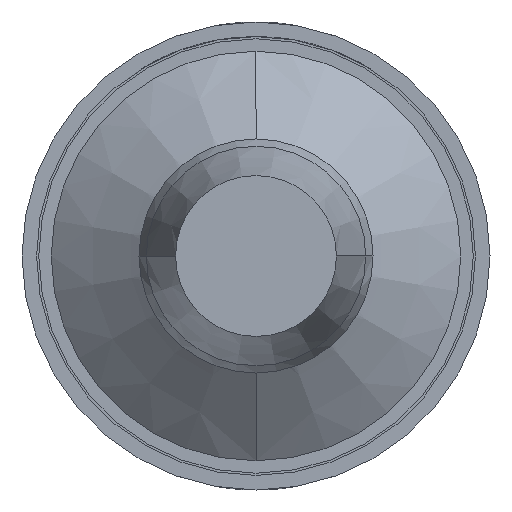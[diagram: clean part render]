
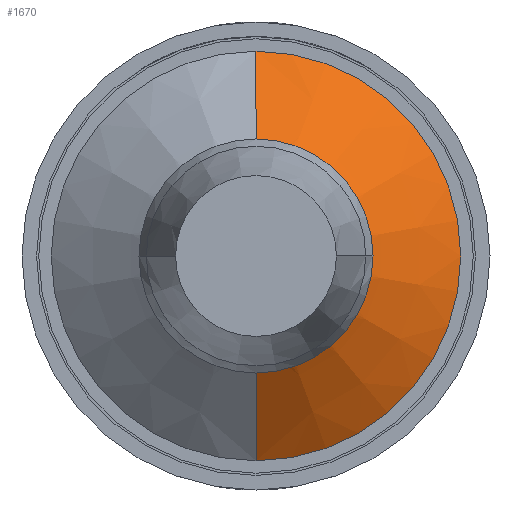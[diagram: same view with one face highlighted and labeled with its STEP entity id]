
A CAD part, front view. The second image highlights one B-rep face of the part: STEP entity #1670.
In plain terms, the highlighted conical face has half-angle 53.13 degrees and reference radius 0.6 mm.
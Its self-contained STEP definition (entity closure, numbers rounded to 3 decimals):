
#195 = CARTESIAN_POINT ( 'NONE',  ( 0., -10.6, 1.4 ) ) ;
#458 = AXIS2_PLACEMENT_3D ( 'NONE', #4235, #2727, #3757 ) ;
#529 = VECTOR ( 'NONE', #1124, 1000. ) ;
#617 = DIRECTION ( 'NONE',  ( 0., 0.6, 0.8 ) ) ;
#635 = VERTEX_POINT ( 'NONE', #1616 ) ;
#779 = ORIENTED_EDGE ( 'NONE', *, *, #2558, .T. ) ;
#921 = DIRECTION ( 'NONE',  ( 0., 1., 0. ) ) ;
#975 = VERTEX_POINT ( 'NONE', #6173 ) ;
#1124 = DIRECTION ( 'NONE',  ( 0., 0.6, -0.8 ) ) ;
#1195 = CARTESIAN_POINT ( 'NONE',  ( 0., -11.2, 0. ) ) ;
#1415 = VERTEX_POINT ( 'NONE', #195 ) ;
#1616 = CARTESIAN_POINT ( 'NONE',  ( 0., -11.2, 0.6 ) ) ;
#1645 = ORIENTED_EDGE ( 'NONE', *, *, #2716, .T. ) ;
#1670 = ADVANCED_FACE ( 'Defeature ausgef�hrt1_28', ( #5731 ), #5425, .T. ) ;
#1853 = VERTEX_POINT ( 'NONE', #4523 ) ;
#2063 = EDGE_CURVE ( 'NONE', #635, #1415, #2623, .T. ) ;
#2223 = DIRECTION ( 'NONE',  ( 0., 0., -1. ) ) ;
#2243 = DIRECTION ( 'NONE',  ( 0., 1., 0. ) ) ;
#2558 = EDGE_CURVE ( 'NONE', #975, #1853, #3988, .T. ) ;
#2569 = AXIS2_PLACEMENT_3D ( 'NONE', #3912, #921, #5515 ) ;
#2623 = LINE ( 'NONE', #4261, #5174 ) ;
#2716 = EDGE_CURVE ( 'Defeature ausgef�hrt1_28+Defeature ausgef�hrt1_27+Defeature ausgef�hrt1_27+Defeature ausgef�hrt1_27', #635, #975, #5804, .T. ) ;
#2727 = DIRECTION ( 'NONE',  ( 0., 1., 0. ) ) ;
#2762 = EDGE_CURVE ( 'Defeature ausgef�hrt1_29+Defeature ausgef�hrt1_28+Defeature ausgef�hrt1_28+Defeature ausgef�hrt1_28', #1415, #1853, #2866, .T. ) ;
#2866 = CIRCLE ( 'NONE', #458, 1.4 ) ;
#2958 = EDGE_LOOP ( 'NONE', ( #6655, #1645, #779, #5858 ) ) ;
#3757 = DIRECTION ( 'NONE',  ( 0., 0., -1. ) ) ;
#3802 = AXIS2_PLACEMENT_3D ( 'NONE', #1195, #2243, #2223 ) ;
#3912 = CARTESIAN_POINT ( 'NONE',  ( 0., -11.2, 0. ) ) ;
#3988 = LINE ( 'NONE', #5709, #529 ) ;
#4235 = CARTESIAN_POINT ( 'NONE',  ( 0., -10.6, 0. ) ) ;
#4261 = CARTESIAN_POINT ( 'NONE',  ( 0., -11.2, 0.6 ) ) ;
#4523 = CARTESIAN_POINT ( 'NONE',  ( 0., -10.6, -1.4 ) ) ;
#5174 = VECTOR ( 'NONE', #617, 1000. ) ;
#5425 = CONICAL_SURFACE ( 'NONE', #2569, 0.6, 0.927 ) ;
#5515 = DIRECTION ( 'NONE',  ( 0., 0., -1. ) ) ;
#5709 = CARTESIAN_POINT ( 'NONE',  ( 0., -11.2, -0.6 ) ) ;
#5731 = FACE_OUTER_BOUND ( 'NONE', #2958, .T. ) ;
#5804 = CIRCLE ( 'NONE', #3802, 0.6 ) ;
#5858 = ORIENTED_EDGE ( 'NONE', *, *, #2762, .F. ) ;
#6173 = CARTESIAN_POINT ( 'NONE',  ( 0., -11.2, -0.6 ) ) ;
#6655 = ORIENTED_EDGE ( 'NONE', *, *, #2063, .F. ) ;
